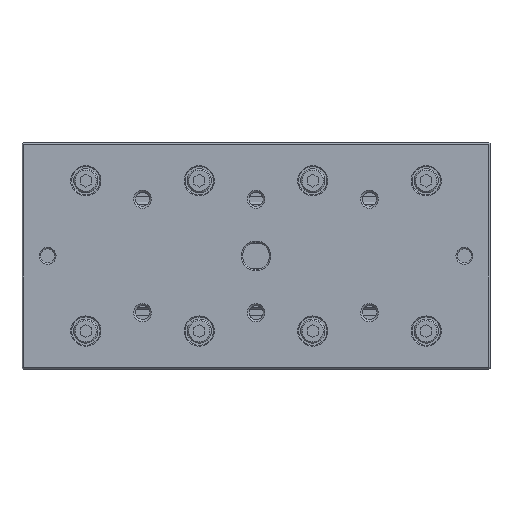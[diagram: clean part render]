
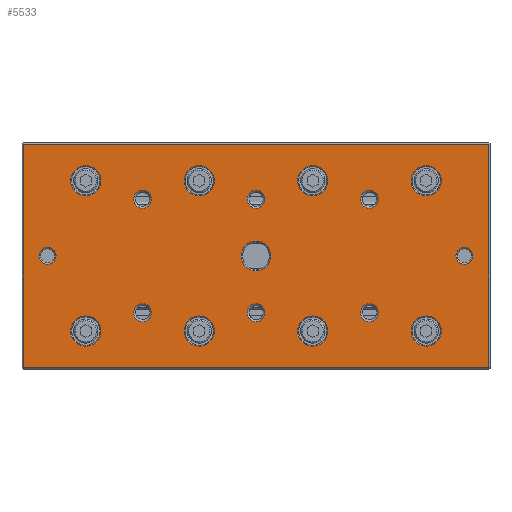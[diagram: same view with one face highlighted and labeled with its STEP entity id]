
A CAD part, top view. The second image highlights one B-rep face of the part: STEP entity #5533.
In plain terms, the highlighted planar face has unit normal (0, 0, 1).
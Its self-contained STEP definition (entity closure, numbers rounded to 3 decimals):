
#4882=FACE_BOUND('',#8257,.T.);
#4883=FACE_BOUND('',#8258,.T.);
#4884=FACE_BOUND('',#8259,.T.);
#4885=FACE_BOUND('',#8260,.T.);
#4886=FACE_BOUND('',#8261,.T.);
#4887=FACE_BOUND('',#8262,.T.);
#4888=FACE_BOUND('',#8263,.T.);
#4889=FACE_BOUND('',#8264,.T.);
#4890=FACE_BOUND('',#8265,.T.);
#4891=FACE_BOUND('',#8266,.T.);
#4892=FACE_BOUND('',#8267,.T.);
#4893=FACE_BOUND('',#8268,.T.);
#4894=FACE_BOUND('',#8269,.T.);
#4895=FACE_BOUND('',#8270,.T.);
#4896=FACE_BOUND('',#8271,.T.);
#4897=FACE_BOUND('',#8272,.T.);
#4898=FACE_BOUND('',#8273,.T.);
#4899=FACE_BOUND('',#8274,.T.);
#5214=CIRCLE('',#22142,5.25);
#5215=CIRCLE('',#22143,3.);
#5216=CIRCLE('',#22144,3.);
#5217=CIRCLE('',#22145,3.167);
#5218=CIRCLE('',#22146,3.167);
#5219=CIRCLE('',#22147,3.167);
#5220=CIRCLE('',#22148,3.167);
#5221=CIRCLE('',#22149,3.167);
#5222=CIRCLE('',#22150,3.167);
#5223=CIRCLE('',#22151,5.325);
#5224=CIRCLE('',#22152,5.325);
#5225=CIRCLE('',#22153,5.325);
#5226=CIRCLE('',#22154,5.325);
#5227=CIRCLE('',#22155,5.325);
#5228=CIRCLE('',#22156,5.325);
#5229=CIRCLE('',#22157,5.325);
#5230=CIRCLE('',#22158,5.325);
#5533=ADVANCED_FACE('',(#4882,#4883,#4884,#4885,#4886,#4887,#4888,#4889,
#4890,#4891,#4892,#4893,#4894,#4895,#4896,#4897,#4898,#4899),#6504,.F.);
#6504=PLANE('',#22159);
#8257=EDGE_LOOP('',(#10496));
#8258=EDGE_LOOP('',(#10497));
#8259=EDGE_LOOP('',(#10498));
#8260=EDGE_LOOP('',(#10499));
#8261=EDGE_LOOP('',(#10500));
#8262=EDGE_LOOP('',(#10501));
#8263=EDGE_LOOP('',(#10502));
#8264=EDGE_LOOP('',(#10503));
#8265=EDGE_LOOP('',(#10504));
#8266=EDGE_LOOP('',(#10505));
#8267=EDGE_LOOP('',(#10506));
#8268=EDGE_LOOP('',(#10507));
#8269=EDGE_LOOP('',(#10508));
#8270=EDGE_LOOP('',(#10509));
#8271=EDGE_LOOP('',(#10510));
#8272=EDGE_LOOP('',(#10511));
#8273=EDGE_LOOP('',(#10512));
#8274=EDGE_LOOP('',(#10513,#10514,#10515,#10516));
#10496=ORIENTED_EDGE('',*,*,#16571,.T.);
#10497=ORIENTED_EDGE('',*,*,#16572,.F.);
#10498=ORIENTED_EDGE('',*,*,#16573,.T.);
#10499=ORIENTED_EDGE('',*,*,#16574,.T.);
#10500=ORIENTED_EDGE('',*,*,#16575,.T.);
#10501=ORIENTED_EDGE('',*,*,#16576,.T.);
#10502=ORIENTED_EDGE('',*,*,#16577,.T.);
#10503=ORIENTED_EDGE('',*,*,#16578,.T.);
#10504=ORIENTED_EDGE('',*,*,#16579,.T.);
#10505=ORIENTED_EDGE('',*,*,#16580,.T.);
#10506=ORIENTED_EDGE('',*,*,#16581,.T.);
#10507=ORIENTED_EDGE('',*,*,#16582,.T.);
#10508=ORIENTED_EDGE('',*,*,#16583,.T.);
#10509=ORIENTED_EDGE('',*,*,#16584,.T.);
#10510=ORIENTED_EDGE('',*,*,#16585,.T.);
#10511=ORIENTED_EDGE('',*,*,#16586,.T.);
#10512=ORIENTED_EDGE('',*,*,#16587,.T.);
#10513=ORIENTED_EDGE('',*,*,#16588,.T.);
#10514=ORIENTED_EDGE('',*,*,#16589,.T.);
#10515=ORIENTED_EDGE('',*,*,#16590,.T.);
#10516=ORIENTED_EDGE('',*,*,#16591,.T.);
#14796=VERTEX_POINT('',#29157);
#14797=VERTEX_POINT('',#29159);
#14798=VERTEX_POINT('',#29161);
#14799=VERTEX_POINT('',#29163);
#14800=VERTEX_POINT('',#29165);
#14801=VERTEX_POINT('',#29167);
#14802=VERTEX_POINT('',#29169);
#14803=VERTEX_POINT('',#29171);
#14804=VERTEX_POINT('',#29173);
#14805=VERTEX_POINT('',#29175);
#14806=VERTEX_POINT('',#29177);
#14807=VERTEX_POINT('',#29179);
#14808=VERTEX_POINT('',#29181);
#14809=VERTEX_POINT('',#29183);
#14810=VERTEX_POINT('',#29185);
#14811=VERTEX_POINT('',#29187);
#14812=VERTEX_POINT('',#29189);
#14813=VERTEX_POINT('',#29191);
#14814=VERTEX_POINT('',#29192);
#14815=VERTEX_POINT('',#29194);
#14816=VERTEX_POINT('',#29196);
#16571=EDGE_CURVE('',#14796,#14796,#5214,.T.);
#16572=EDGE_CURVE('',#14797,#14797,#5215,.T.);
#16573=EDGE_CURVE('',#14798,#14798,#5216,.T.);
#16574=EDGE_CURVE('',#14799,#14799,#5217,.T.);
#16575=EDGE_CURVE('',#14800,#14800,#5218,.T.);
#16576=EDGE_CURVE('',#14801,#14801,#5219,.T.);
#16577=EDGE_CURVE('',#14802,#14802,#5220,.T.);
#16578=EDGE_CURVE('',#14803,#14803,#5221,.T.);
#16579=EDGE_CURVE('',#14804,#14804,#5222,.T.);
#16580=EDGE_CURVE('',#14805,#14805,#5223,.T.);
#16581=EDGE_CURVE('',#14806,#14806,#5224,.T.);
#16582=EDGE_CURVE('',#14807,#14807,#5225,.T.);
#16583=EDGE_CURVE('',#14808,#14808,#5226,.T.);
#16584=EDGE_CURVE('',#14809,#14809,#5227,.T.);
#16585=EDGE_CURVE('',#14810,#14810,#5228,.T.);
#16586=EDGE_CURVE('',#14811,#14811,#5229,.T.);
#16587=EDGE_CURVE('',#14812,#14812,#5230,.T.);
#16588=EDGE_CURVE('',#14813,#14814,#18753,.T.);
#16589=EDGE_CURVE('',#14814,#14815,#18754,.T.);
#16590=EDGE_CURVE('',#14815,#14816,#18755,.T.);
#16591=EDGE_CURVE('',#14816,#14813,#18756,.T.);
#18753=LINE('',#29190,#20618);
#18754=LINE('',#29193,#20619);
#18755=LINE('',#29195,#20620);
#18756=LINE('',#29197,#20621);
#20618=VECTOR('',#24160,1.);
#20619=VECTOR('',#24161,1.);
#20620=VECTOR('',#24162,1.);
#20621=VECTOR('',#24163,1.);
#22142=AXIS2_PLACEMENT_3D('',#29156,#24126,#24127);
#22143=AXIS2_PLACEMENT_3D('',#29158,#24128,#24129);
#22144=AXIS2_PLACEMENT_3D('',#29160,#24130,#24131);
#22145=AXIS2_PLACEMENT_3D('',#29162,#24132,#24133);
#22146=AXIS2_PLACEMENT_3D('',#29164,#24134,#24135);
#22147=AXIS2_PLACEMENT_3D('',#29166,#24136,#24137);
#22148=AXIS2_PLACEMENT_3D('',#29168,#24138,#24139);
#22149=AXIS2_PLACEMENT_3D('',#29170,#24140,#24141);
#22150=AXIS2_PLACEMENT_3D('',#29172,#24142,#24143);
#22151=AXIS2_PLACEMENT_3D('',#29174,#24144,#24145);
#22152=AXIS2_PLACEMENT_3D('',#29176,#24146,#24147);
#22153=AXIS2_PLACEMENT_3D('',#29178,#24148,#24149);
#22154=AXIS2_PLACEMENT_3D('',#29180,#24150,#24151);
#22155=AXIS2_PLACEMENT_3D('',#29182,#24152,#24153);
#22156=AXIS2_PLACEMENT_3D('',#29184,#24154,#24155);
#22157=AXIS2_PLACEMENT_3D('',#29186,#24156,#24157);
#22158=AXIS2_PLACEMENT_3D('',#29188,#24158,#24159);
#22159=AXIS2_PLACEMENT_3D('',#29198,#24164,#24165);
#24126=DIRECTION('',(0.,0.,-1.));
#24127=DIRECTION('',(-1.,0.,0.));
#24128=DIRECTION('',(0.,0.,1.));
#24129=DIRECTION('',(1.,0.,0.));
#24130=DIRECTION('',(0.,0.,-1.));
#24131=DIRECTION('',(-1.,0.,0.));
#24132=DIRECTION('',(0.,0.,-1.));
#24133=DIRECTION('',(-1.,0.,0.));
#24134=DIRECTION('',(0.,0.,-1.));
#24135=DIRECTION('',(-1.,0.,0.));
#24136=DIRECTION('',(0.,0.,-1.));
#24137=DIRECTION('',(-1.,0.,0.));
#24138=DIRECTION('',(0.,0.,-1.));
#24139=DIRECTION('',(-1.,0.,0.));
#24140=DIRECTION('',(0.,0.,-1.));
#24141=DIRECTION('',(-1.,0.,0.));
#24142=DIRECTION('',(0.,0.,-1.));
#24143=DIRECTION('',(-1.,0.,0.));
#24144=DIRECTION('',(0.,0.,-1.));
#24145=DIRECTION('',(-1.,0.,0.));
#24146=DIRECTION('',(0.,0.,-1.));
#24147=DIRECTION('',(-1.,0.,0.));
#24148=DIRECTION('',(0.,0.,-1.));
#24149=DIRECTION('',(-1.,0.,0.));
#24150=DIRECTION('',(0.,0.,-1.));
#24151=DIRECTION('',(-1.,0.,0.));
#24152=DIRECTION('',(0.,0.,-1.));
#24153=DIRECTION('',(-1.,0.,0.));
#24154=DIRECTION('',(0.,0.,-1.));
#24155=DIRECTION('',(-1.,0.,0.));
#24156=DIRECTION('',(0.,0.,-1.));
#24157=DIRECTION('',(-1.,0.,0.));
#24158=DIRECTION('',(0.,0.,-1.));
#24159=DIRECTION('',(-1.,0.,0.));
#24160=DIRECTION('',(1.,0.,0.));
#24161=DIRECTION('',(0.,1.,0.));
#24162=DIRECTION('',(-1.,0.,0.));
#24163=DIRECTION('',(0.,-1.,0.));
#24164=DIRECTION('',(0.,0.,-1.));
#24165=DIRECTION('',(1.,0.,0.));
#29156=CARTESIAN_POINT('',(162.5,40.,35.));
#29157=CARTESIAN_POINT('',(157.25,40.,35.));
#29158=CARTESIAN_POINT('',(236.,40.,35.));
#29159=CARTESIAN_POINT('',(239.,40.,35.));
#29160=CARTESIAN_POINT('',(89.,40.,35.));
#29161=CARTESIAN_POINT('',(86.,40.,35.));
#29162=CARTESIAN_POINT('',(202.5,20.,35.));
#29163=CARTESIAN_POINT('',(199.333,20.,35.));
#29164=CARTESIAN_POINT('',(202.5,60.,35.));
#29165=CARTESIAN_POINT('',(199.333,60.,35.));
#29166=CARTESIAN_POINT('',(162.5,20.,35.));
#29167=CARTESIAN_POINT('',(159.333,20.,35.));
#29168=CARTESIAN_POINT('',(162.5,60.,35.));
#29169=CARTESIAN_POINT('',(159.333,60.,35.));
#29170=CARTESIAN_POINT('',(122.5,20.,35.));
#29171=CARTESIAN_POINT('',(119.333,20.,35.));
#29172=CARTESIAN_POINT('',(122.5,60.,35.));
#29173=CARTESIAN_POINT('',(119.333,60.,35.));
#29174=CARTESIAN_POINT('',(222.5,13.5,35.));
#29175=CARTESIAN_POINT('',(217.175,13.5,35.));
#29176=CARTESIAN_POINT('',(222.5,66.5,35.));
#29177=CARTESIAN_POINT('',(217.175,66.5,35.));
#29178=CARTESIAN_POINT('',(182.5,13.5,35.));
#29179=CARTESIAN_POINT('',(177.175,13.5,35.));
#29180=CARTESIAN_POINT('',(182.5,66.5,35.));
#29181=CARTESIAN_POINT('',(177.175,66.5,35.));
#29182=CARTESIAN_POINT('',(142.5,13.5,35.));
#29183=CARTESIAN_POINT('',(137.175,13.5,35.));
#29184=CARTESIAN_POINT('',(142.5,66.5,35.));
#29185=CARTESIAN_POINT('',(137.175,66.5,35.));
#29186=CARTESIAN_POINT('',(102.5,13.5,35.));
#29187=CARTESIAN_POINT('',(97.175,13.5,35.));
#29188=CARTESIAN_POINT('',(102.5,66.5,35.));
#29189=CARTESIAN_POINT('',(97.175,66.5,35.));
#29190=CARTESIAN_POINT('',(245.,0.7,35.));
#29191=CARTESIAN_POINT('',(80.5,0.7,35.));
#29192=CARTESIAN_POINT('',(244.5,0.7,35.));
#29193=CARTESIAN_POINT('',(244.5,80.,35.));
#29194=CARTESIAN_POINT('',(244.5,79.3,35.));
#29195=CARTESIAN_POINT('',(245.,79.3,35.));
#29196=CARTESIAN_POINT('',(80.5,79.3,35.));
#29197=CARTESIAN_POINT('',(80.5,0.7,35.));
#29198=CARTESIAN_POINT('',(245.,80.,35.));
